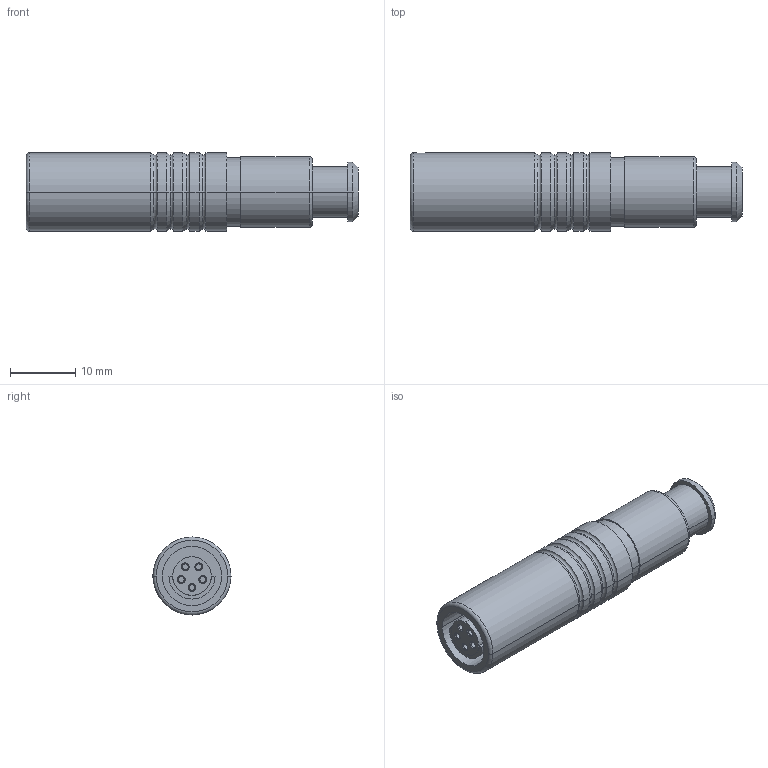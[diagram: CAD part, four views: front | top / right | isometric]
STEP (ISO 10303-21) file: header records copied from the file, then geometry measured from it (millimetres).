
FILE_DESCRIPTION((''),'2;1');
FILE_NAME('K21F1C-P05L','2021-02-05T11:07:25',('RTrager'),(''),'CREO PARAMETRIC BY PTC INC, 2018300','CREO PARAMETRIC BY PTC INC, 2018300','');
FILE_SCHEMA(('AP242_MANAGED_MODEL_BASED_3D_ENGINEERING_MIM_LF { 1 0 10303 442 1 1 4 }'));
Length unit declared in the file: millimetre
Products named in the file (1): K21F1C-P05L
Bounding box: 51 x 12 x 12 mm (x, y, z)
Volume: 3863.4 mm3; surface area: 3527 mm2
Topology: 1 solids, 1 shells, 137 faces, 304 edges, 188 vertices
Faces by surface type: cylinder 72, plane 28, cone 20, torus 17
Entity records: 5988 total; most frequent: CARTESIAN_POINT 882, DIRECTION 722, ORIENTED_EDGE 608, PRESENTATION_STYLE_ASSIGNMENT 386, AXIS2_PLACEMENT_3D 307, STYLED_ITEM 307, CURVE_STYLE 304, EDGE_CURVE 304
